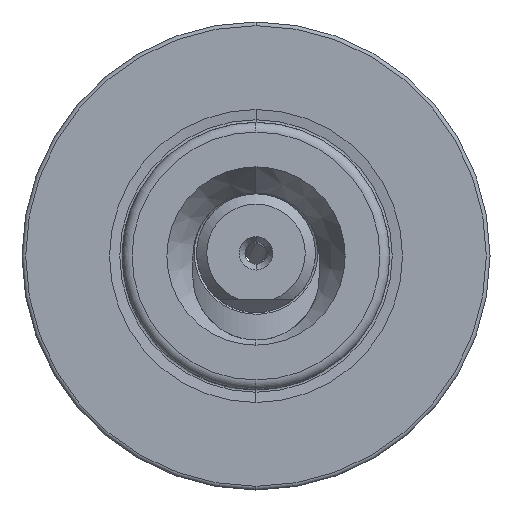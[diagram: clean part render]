
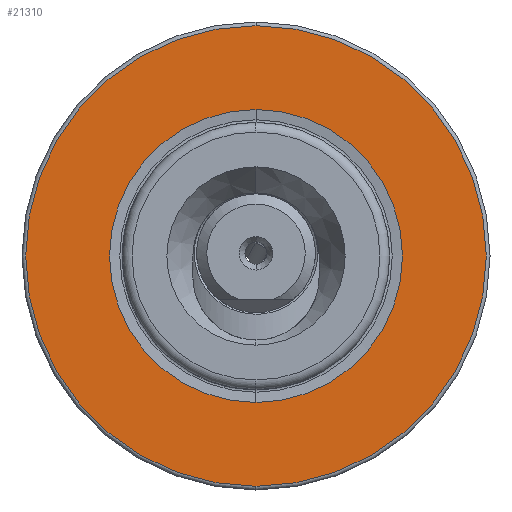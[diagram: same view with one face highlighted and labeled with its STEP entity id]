
A CAD part, left-side view. The second image highlights one B-rep face of the part: STEP entity #21310.
In plain terms, the highlighted planar face has unit normal (-1, 0, 0).
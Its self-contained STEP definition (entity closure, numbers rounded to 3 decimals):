
#1678 = DIRECTION ( 'NONE',  ( -1., 0., 0. ) ) ;
#2475 = VERTEX_POINT ( 'NONE', #19944 ) ;
#3381 = CIRCLE ( 'NONE', #10263, 19.715 ) ;
#5594 = CARTESIAN_POINT ( 'NONE',  ( 0., 0., -31. ) ) ;
#5858 = ORIENTED_EDGE ( 'NONE', *, *, #23459, .F. ) ;
#8622 = VERTEX_POINT ( 'NONE', #24286 ) ;
#8641 = DIRECTION ( 'NONE',  ( -1., 0., 0. ) ) ;
#9349 = CARTESIAN_POINT ( 'NONE',  ( 0., 19.715, 0. ) ) ;
#10263 = AXIS2_PLACEMENT_3D ( 'NONE', #29479, #14232, #32042 ) ;
#11601 = AXIS2_PLACEMENT_3D ( 'NONE', #17031, #1678, #19643 ) ;
#11926 = DIRECTION ( 'NONE',  ( 1., 0., 0. ) ) ;
#12616 = DIRECTION ( 'NONE',  ( -1., 0., 0. ) ) ;
#13684 = EDGE_LOOP ( 'NONE', ( #5858, #18975 ) ) ;
#13829 = CIRCLE ( 'NONE', #11601, 31. ) ;
#14232 = DIRECTION ( 'NONE',  ( -1., 0., 0. ) ) ;
#14371 = AXIS2_PLACEMENT_3D ( 'NONE', #23881, #8641, #26453 ) ;
#15948 = CIRCLE ( 'NONE', #27290, 19.715 ) ;
#16083 = CARTESIAN_POINT ( 'NONE',  ( 0., 0., -19.715 ) ) ;
#17031 = CARTESIAN_POINT ( 'NONE',  ( 0., 0., 0. ) ) ;
#17115 = EDGE_CURVE ( 'NONE', #31633, #2475, #3381, .T. ) ;
#18975 = ORIENTED_EDGE ( 'NONE', *, *, #17115, .F. ) ;
#19496 = ORIENTED_EDGE ( 'NONE', *, *, #32048, .T. ) ;
#19635 = FACE_BOUND ( 'NONE', #13684, .T. ) ;
#19643 = DIRECTION ( 'NONE',  ( 0., 0., 1. ) ) ;
#19944 = CARTESIAN_POINT ( 'NONE',  ( 0., 0., 19.715 ) ) ;
#21310 = ADVANCED_FACE ( 'NONE', ( #19635, #27176 ), #24486, .F. ) ;
#21794 = ORIENTED_EDGE ( 'NONE', *, *, #28198, .T. ) ;
#23129 = CIRCLE ( 'NONE', #14371, 31. ) ;
#23459 = EDGE_CURVE ( 'NONE', #2475, #31633, #15948, .T. ) ;
#23881 = CARTESIAN_POINT ( 'NONE',  ( 0., 0., 0. ) ) ;
#24286 = CARTESIAN_POINT ( 'NONE',  ( 0., 0., 31. ) ) ;
#24486 = PLANE ( 'NONE',  #32815 ) ;
#26442 = VERTEX_POINT ( 'NONE', #5594 ) ;
#26453 = DIRECTION ( 'NONE',  ( 0., 0., 1. ) ) ;
#27176 = FACE_OUTER_BOUND ( 'NONE', #32397, .T. ) ;
#27290 = AXIS2_PLACEMENT_3D ( 'NONE', #27842, #12616, #30439 ) ;
#27842 = CARTESIAN_POINT ( 'NONE',  ( 0., 0., 0. ) ) ;
#28198 = EDGE_CURVE ( 'NONE', #26442, #8622, #23129, .T. ) ;
#29479 = CARTESIAN_POINT ( 'NONE',  ( 0., 0., 0. ) ) ;
#29719 = DIRECTION ( 'NONE',  ( 0., 0., -1. ) ) ;
#30439 = DIRECTION ( 'NONE',  ( 0., 0., 1. ) ) ;
#31633 = VERTEX_POINT ( 'NONE', #16083 ) ;
#32042 = DIRECTION ( 'NONE',  ( 0., 0., 1. ) ) ;
#32048 = EDGE_CURVE ( 'NONE', #8622, #26442, #13829, .T. ) ;
#32397 = EDGE_LOOP ( 'NONE', ( #19496, #21794 ) ) ;
#32815 = AXIS2_PLACEMENT_3D ( 'NONE', #9349, #11926, #29719 ) ;
